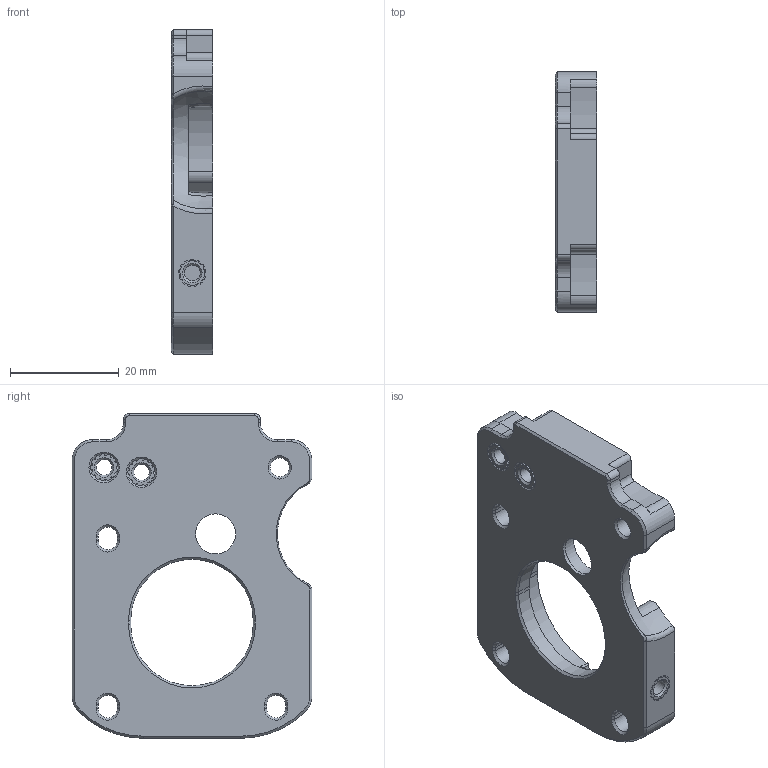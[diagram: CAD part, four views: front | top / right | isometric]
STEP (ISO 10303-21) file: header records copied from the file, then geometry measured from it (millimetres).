
FILE_DESCRIPTION(/* description */ (''),/* implementation_level */ '2;1');
FILE_NAME(/* name */ 'afterburner_toolhead_pcb_motorPlate.step',/* time_stamp */ '2021-03-08T11:32:12-08:00',/* author */ (''),/* organization */ (''),/* preprocessor_version */ 'ST-DEVELOPER v18.1',/* originating_system */ 'Autodesk Translation Framework v9.10.0.1330',/* authorisation */ '');
FILE_SCHEMA (('AUTOMOTIVE_DESIGN { 1 0 10303 214 3 1 1 }'));
Length unit declared in the file: millimetre
Products named in the file (3): afterburner_toolhead_pcb_motorPlate; Motor Plate; M3 Threaded Insert
Assembly tree (4 placements, depth 2):
  afterburner_toolhead_pcb_motorPlate
    Motor Plate
    M3 Threaded Insert  x3
Bounding box: 7.7 x 44.21 x 59.85 mm (x, y, z)
Volume: 11397.2 mm3; surface area: 7019.8 mm2
Topology: 4 solids, 4 shells, 492 faces, 1370 edges, 901 vertices
Faces by surface type: bspline 242, cylinder 143, plane 72, cone 32, torus 2, sphere 1
Full cylindrical faces by diameter (mm): 2.9 x3, 3.5 x2, 4.2 x3, 4.25 x3, 4.6 x4, 4.8 x2, 7.4 x1, 8.2 x1
Entity records: 13023 total; most frequent: CARTESIAN_POINT 6774, ORIENTED_EDGE 1408, DIRECTION 1118, EDGE_CURVE 704, VERTEX_POINT 457, AXIS2_PLACEMENT_3D 441, EDGE_LOOP 283, FACE_OUTER_BOUND 258
